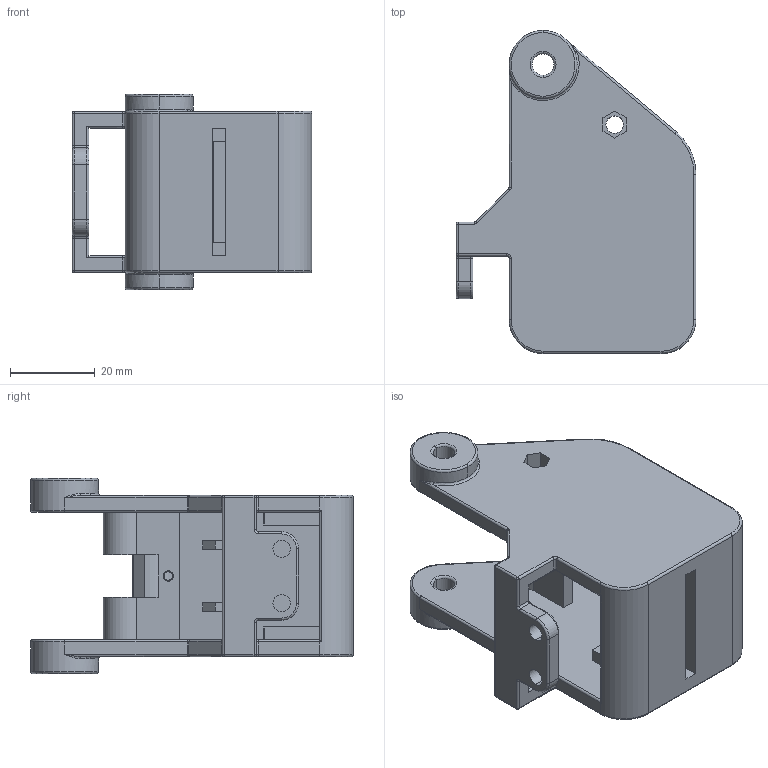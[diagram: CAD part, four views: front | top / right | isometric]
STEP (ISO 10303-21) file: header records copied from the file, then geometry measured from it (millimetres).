
FILE_DESCRIPTION (( 'STEP AP214' ), '1' );
FILE_NAME ('湖荂璃3.STEP', '2024-11-27T02:41:05', ( '' ), ( '' ), 'SwSTEP 2.0', 'SolidWorks 2023', '' );
FILE_SCHEMA (( 'AUTOMOTIVE_DESIGN' ));
Length unit declared in the file: millimetre
Products named in the file (2): 夹爪支架; 打印件3
Assembly tree (1 placements, depth 2):
  打印件3
    夹爪支架
Bounding box: 56.5 x 76 x 46 mm (x, y, z)
Volume: 40208.2 mm3; surface area: 22567.1 mm2
Topology: 1 solids, 1 shells, 236 faces, 595 edges, 356 vertices
Faces by surface type: plane 87, cylinder 85, torus 56, bspline 4, sphere 4
Entity records: 7214 total; most frequent: CARTESIAN_POINT 1383, DIRECTION 1291, ORIENTED_EDGE 1174, EDGE_CURVE 587, AXIS2_PLACEMENT_3D 484, VERTEX_POINT 356, LINE 323, VECTOR 323
